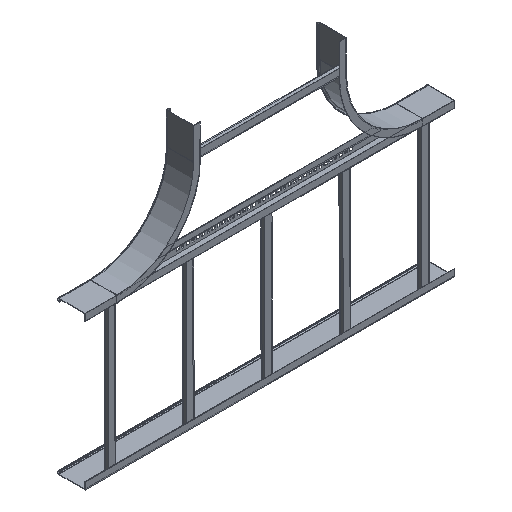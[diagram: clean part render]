
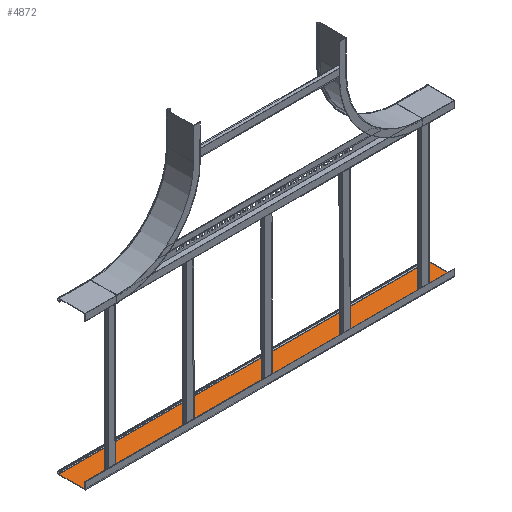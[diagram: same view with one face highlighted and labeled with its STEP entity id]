
A CAD part, isometric view. The second image highlights one B-rep face of the part: STEP entity #4872.
In plain terms, the highlighted face is planar.
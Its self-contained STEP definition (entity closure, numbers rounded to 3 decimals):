
#348 = EDGE_CURVE ( 'NONE', #3381, #1871, #4915, .T. ) ;
#424 = LINE ( 'NONE', #1219, #6052 ) ;
#431 = ORIENTED_EDGE ( 'NONE', *, *, #5205, .T. ) ;
#497 = VERTEX_POINT ( 'NONE', #2259 ) ;
#499 = DIRECTION ( 'NONE',  ( 0., 0., -1. ) ) ;
#560 = DIRECTION ( 'NONE',  ( -1., 0., 0. ) ) ;
#575 = ORIENTED_EDGE ( 'NONE', *, *, #6277, .T. ) ;
#619 = EDGE_LOOP ( 'NONE', ( #4773, #6740, #431, #7313, #575, #3530 ) ) ;
#1219 = CARTESIAN_POINT ( 'NONE',  ( -2., 3., -725. ) ) ;
#1304 = LINE ( 'NONE', #4943, #9102 ) ;
#1338 = CARTESIAN_POINT ( 'NONE',  ( -2., 2., 725. ) ) ;
#1399 = VECTOR ( 'NONE', #6369, 1000. ) ;
#1725 = VECTOR ( 'NONE', #5248, 1000. ) ;
#1871 = VERTEX_POINT ( 'NONE', #9324 ) ;
#1903 = CARTESIAN_POINT ( 'NONE',  ( -2., 0., 725. ) ) ;
#2259 = CARTESIAN_POINT ( 'NONE',  ( -2., 2., -725. ) ) ;
#2333 = VERTEX_POINT ( 'NONE', #7039 ) ;
#2877 = VECTOR ( 'NONE', #4875, 1000. ) ;
#2934 = VECTOR ( 'NONE', #7747, 1000. ) ;
#3369 = LINE ( 'NONE', #4172, #1399 ) ;
#3381 = VERTEX_POINT ( 'NONE', #8025 ) ;
#3530 = ORIENTED_EDGE ( 'NONE', *, *, #4293, .T. ) ;
#3696 = LINE ( 'NONE', #5945, #1725 ) ;
#4172 = CARTESIAN_POINT ( 'NONE',  ( -2., 2., 725. ) ) ;
#4249 = AXIS2_PLACEMENT_3D ( 'NONE', #9348, #560, #5711 ) ;
#4254 = PLANE ( 'NONE',  #4249 ) ;
#4293 = EDGE_CURVE ( 'NONE', #2333, #1871, #1304, .T. ) ;
#4773 = ORIENTED_EDGE ( 'NONE', *, *, #348, .F. ) ;
#4806 = CARTESIAN_POINT ( 'NONE',  ( -2., 0., -725. ) ) ;
#4822 = VERTEX_POINT ( 'NONE', #4932 ) ;
#4872 = ADVANCED_FACE ( 'NONE', ( #7962 ), #4254, .T. ) ;
#4875 = DIRECTION ( 'NONE',  ( 0., -1., 0. ) ) ;
#4915 = LINE ( 'NONE', #4806, #2934 ) ;
#4932 = CARTESIAN_POINT ( 'NONE',  ( -2., 3., 725. ) ) ;
#4943 = CARTESIAN_POINT ( 'NONE',  ( -2., 104., 725. ) ) ;
#5077 = LINE ( 'NONE', #1903, #2877 ) ;
#5205 = EDGE_CURVE ( 'NONE', #497, #8914, #3369, .T. ) ;
#5248 = DIRECTION ( 'NONE',  ( 0., 1., 0. ) ) ;
#5711 = DIRECTION ( 'NONE',  ( 0., 0., 1. ) ) ;
#5945 = CARTESIAN_POINT ( 'NONE',  ( -2., 0., 725. ) ) ;
#6052 = VECTOR ( 'NONE', #9306, 1000. ) ;
#6277 = EDGE_CURVE ( 'NONE', #4822, #2333, #3696, .T. ) ;
#6369 = DIRECTION ( 'NONE',  ( 0., 0., 1. ) ) ;
#6603 = EDGE_CURVE ( 'NONE', #4822, #8914, #5077, .T. ) ;
#6740 = ORIENTED_EDGE ( 'NONE', *, *, #7880, .T. ) ;
#7039 = CARTESIAN_POINT ( 'NONE',  ( -2., 104., 725. ) ) ;
#7313 = ORIENTED_EDGE ( 'NONE', *, *, #6603, .F. ) ;
#7747 = DIRECTION ( 'NONE',  ( 0., 1., 0. ) ) ;
#7880 = EDGE_CURVE ( 'NONE', #3381, #497, #424, .T. ) ;
#7962 = FACE_OUTER_BOUND ( 'NONE', #619, .T. ) ;
#8025 = CARTESIAN_POINT ( 'NONE',  ( -2., 3., -725. ) ) ;
#8914 = VERTEX_POINT ( 'NONE', #1338 ) ;
#9102 = VECTOR ( 'NONE', #499, 1000. ) ;
#9306 = DIRECTION ( 'NONE',  ( 0., -1., 0. ) ) ;
#9324 = CARTESIAN_POINT ( 'NONE',  ( -2., 104., -725. ) ) ;
#9348 = CARTESIAN_POINT ( 'NONE',  ( -2., 0., 725. ) ) ;
